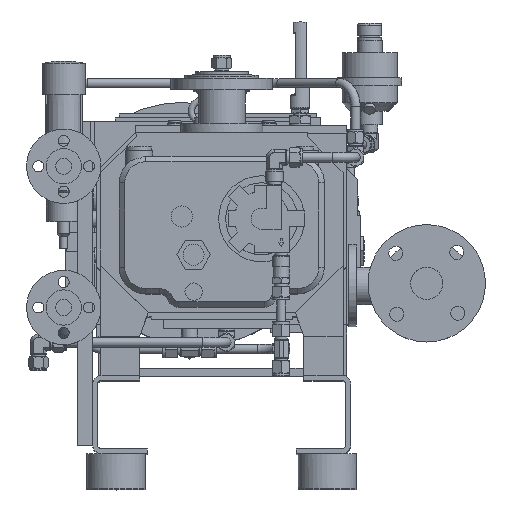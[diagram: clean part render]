
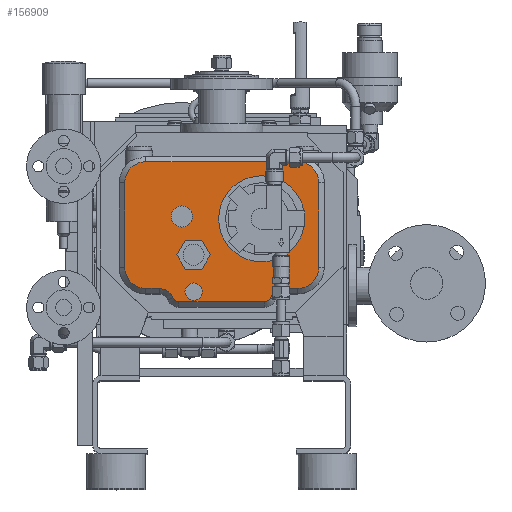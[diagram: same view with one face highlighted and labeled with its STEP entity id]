
A CAD part, top view. The second image highlights one B-rep face of the part: STEP entity #156909.
In plain terms, the highlighted planar face has unit normal (0, 0, 1).
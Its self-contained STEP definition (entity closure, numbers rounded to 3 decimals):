
#155162=CARTESIAN_POINT('',(-52.539,-64.5,491.892));
#155163=VERTEX_POINT('',#155162);
#155170=CARTESIAN_POINT('',(-31.177,-64.5,491.892));
#155171=VERTEX_POINT('',#155170);
#155172=CARTESIAN_POINT('',(-31.177,-64.5,491.892));
#155173=DIRECTION('',(-1.0,0.0,0.0));
#155174=VECTOR('',#155173,21.362);
#155175=LINE('',#155172,#155174);
#155176=EDGE_CURVE('',#155171,#155163,#155175,.T.);
#155193=CARTESIAN_POINT('',(-63.22,-46.,491.892));
#155194=VERTEX_POINT('',#155193);
#155201=CARTESIAN_POINT('',(-52.539,-64.5,491.892));
#155202=DIRECTION('',(-0.5,0.866,0.0));
#155203=VECTOR('',#155202,21.362);
#155204=LINE('',#155201,#155203);
#155205=EDGE_CURVE('',#155163,#155194,#155204,.T.);
#155219=CARTESIAN_POINT('',(-52.539,-27.5,491.892));
#155220=VERTEX_POINT('',#155219);
#155227=CARTESIAN_POINT('',(-63.22,-46.,491.892));
#155228=DIRECTION('',(0.5,0.866,0.0));
#155229=VECTOR('',#155228,21.362);
#155230=LINE('',#155227,#155229);
#155231=EDGE_CURVE('',#155194,#155220,#155230,.T.);
#155243=CARTESIAN_POINT('',(-31.177,-27.5,491.892));
#155244=VERTEX_POINT('',#155243);
#155251=CARTESIAN_POINT('',(-52.539,-27.5,491.892));
#155252=DIRECTION('',(1.0,0.0,0.0));
#155253=VECTOR('',#155252,21.362);
#155254=LINE('',#155251,#155253);
#155255=EDGE_CURVE('',#155220,#155244,#155254,.T.);
#155267=CARTESIAN_POINT('',(-20.496,-46.,491.892));
#155268=VERTEX_POINT('',#155267);
#155275=CARTESIAN_POINT('',(-31.177,-27.5,491.892));
#155276=DIRECTION('',(0.5,-0.866,0.0));
#155277=VECTOR('',#155276,21.362);
#155278=LINE('',#155275,#155277);
#155279=EDGE_CURVE('',#155244,#155268,#155278,.T.);
#155292=CARTESIAN_POINT('',(-20.496,-46.,491.892));
#155293=DIRECTION('',(-0.5,-0.866,0.0));
#155294=VECTOR('',#155293,21.362);
#155295=LINE('',#155292,#155294);
#155296=EDGE_CURVE('',#155268,#155171,#155295,.T.);
#155309=CARTESIAN_POINT('',(45.142,55.,491.892));
#155310=VERTEX_POINT('',#155309);
#155311=CARTESIAN_POINT('',(45.142,0.,491.892));
#155312=DIRECTION('',(0.0,0.,-1.0));
#155313=DIRECTION('',(0.0,1.0,0.));
#155314=AXIS2_PLACEMENT_3D('',#155311,#155312,#155313);
#155315=CIRCLE('',#155314,55.);
#155316=EDGE_CURVE('',#155310,#155310,#155315,.T.);
#155329=CARTESIAN_POINT('',(-30.858,-93.,491.892));
#155330=VERTEX_POINT('',#155329);
#155331=CARTESIAN_POINT('',(-41.858,-93.,491.892));
#155332=DIRECTION('',(0.,0.0,-1.0));
#155333=DIRECTION('',(-1.0,0.0,0.));
#155334=AXIS2_PLACEMENT_3D('',#155331,#155332,#155333);
#155335=CIRCLE('',#155334,11.);
#155336=EDGE_CURVE('',#155330,#155330,#155335,.T.);
#155349=CARTESIAN_POINT('',(-56.858,16.5,491.892));
#155350=VERTEX_POINT('',#155349);
#155351=CARTESIAN_POINT('',(-56.858,3.,491.892));
#155352=DIRECTION('',(0.0,0.,-1.0));
#155353=DIRECTION('',(0.0,1.0,0.));
#155354=AXIS2_PLACEMENT_3D('',#155351,#155352,#155353);
#155355=CIRCLE('',#155354,13.5);
#155356=EDGE_CURVE('',#155350,#155350,#155355,.T.);
#156765=CARTESIAN_POINT('',(-143.408,84.825,491.892));
#156766=DIRECTION('',(0.0,0.0,1.0));
#156767=DIRECTION('',(1.0,0.0,0.0));
#156768=AXIS2_PLACEMENT_3D('',#156765,#156766,#156767);
#156769=PLANE('',#156768);
#156770=CARTESIAN_POINT('',(91.142,-89.,491.892));
#156771=VERTEX_POINT('',#156770);
#156772=CARTESIAN_POINT('',(74.142,-89.,491.892));
#156773=VERTEX_POINT('',#156772);
#156774=CARTESIAN_POINT('',(91.142,-89.,491.892));
#156775=DIRECTION('',(-1.0,0.0,0.0));
#156776=VECTOR('',#156775,17.);
#156777=LINE('',#156774,#156776);
#156778=EDGE_CURVE('',#156771,#156773,#156777,.T.);
#156779=ORIENTED_EDGE('',*,*,#156778,.F.);
#156780=CARTESIAN_POINT('',(118.142,-62.,491.892));
#156781=VERTEX_POINT('',#156780);
#156782=CARTESIAN_POINT('',(91.142,-62.,491.892));
#156783=DIRECTION('',(0.0,0.0,-1.0));
#156784=DIRECTION('',(0.0,1.0,0.0));
#156785=AXIS2_PLACEMENT_3D('',#156782,#156783,#156784);
#156786=CIRCLE('',#156785,27.);
#156787=EDGE_CURVE('',#156781,#156771,#156786,.T.);
#156788=ORIENTED_EDGE('',*,*,#156787,.F.);
#156789=CARTESIAN_POINT('',(118.142,46.,491.892));
#156790=VERTEX_POINT('',#156789);
#156791=CARTESIAN_POINT('',(118.142,46.,491.892));
#156792=DIRECTION('',(0.0,-1.0,0.0));
#156793=VECTOR('',#156792,108.);
#156794=LINE('',#156791,#156793);
#156795=EDGE_CURVE('',#156790,#156781,#156794,.T.);
#156796=ORIENTED_EDGE('',*,*,#156795,.F.);
#156797=CARTESIAN_POINT('',(91.142,73.,491.892));
#156798=VERTEX_POINT('',#156797);
#156799=CARTESIAN_POINT('',(91.142,46.,491.892));
#156800=DIRECTION('',(0.0,0.0,-1.0));
#156801=DIRECTION('',(0.0,1.0,0.0));
#156802=AXIS2_PLACEMENT_3D('',#156799,#156800,#156801);
#156803=CIRCLE('',#156802,27.);
#156804=EDGE_CURVE('',#156798,#156790,#156803,.T.);
#156805=ORIENTED_EDGE('',*,*,#156804,.F.);
#156806=CARTESIAN_POINT('',(-102.858,73.,491.892));
#156807=VERTEX_POINT('',#156806);
#156808=CARTESIAN_POINT('',(-102.858,73.,491.892));
#156809=DIRECTION('',(1.0,0.0,0.0));
#156810=VECTOR('',#156809,194.);
#156811=LINE('',#156808,#156810);
#156812=EDGE_CURVE('',#156807,#156798,#156811,.T.);
#156813=ORIENTED_EDGE('',*,*,#156812,.F.);
#156814=CARTESIAN_POINT('',(-129.858,46.,491.892));
#156815=VERTEX_POINT('',#156814);
#156816=CARTESIAN_POINT('',(-102.858,46.,491.892));
#156817=DIRECTION('',(0.0,0.0,-1.0));
#156818=DIRECTION('',(-1.0,0.0,0.0));
#156819=AXIS2_PLACEMENT_3D('',#156816,#156817,#156818);
#156820=CIRCLE('',#156819,27.);
#156821=EDGE_CURVE('',#156815,#156807,#156820,.T.);
#156822=ORIENTED_EDGE('',*,*,#156821,.F.);
#156823=CARTESIAN_POINT('',(-129.858,-62.,491.892));
#156824=VERTEX_POINT('',#156823);
#156825=CARTESIAN_POINT('',(-129.858,-62.,491.892));
#156826=DIRECTION('',(0.0,1.0,0.0));
#156827=VECTOR('',#156826,108.);
#156828=LINE('',#156825,#156827);
#156829=EDGE_CURVE('',#156824,#156815,#156828,.T.);
#156830=ORIENTED_EDGE('',*,*,#156829,.F.);
#156831=CARTESIAN_POINT('',(-102.858,-89.,491.892));
#156832=VERTEX_POINT('',#156831);
#156833=CARTESIAN_POINT('',(-102.858,-62.,491.892));
#156834=DIRECTION('',(0.0,0.0,-1.0));
#156835=DIRECTION('',(0.0,1.0,0.0));
#156836=AXIS2_PLACEMENT_3D('',#156833,#156834,#156835);
#156837=CIRCLE('',#156836,27.);
#156838=EDGE_CURVE('',#156832,#156824,#156837,.T.);
#156839=ORIENTED_EDGE('',*,*,#156838,.F.);
#156840=CARTESIAN_POINT('',(-85.858,-89.,491.892));
#156841=VERTEX_POINT('',#156840);
#156842=CARTESIAN_POINT('',(-85.858,-89.,491.892));
#156843=DIRECTION('',(-1.0,0.0,0.0));
#156844=VECTOR('',#156843,17.);
#156845=LINE('',#156842,#156844);
#156846=EDGE_CURVE('',#156841,#156832,#156845,.T.);
#156847=ORIENTED_EDGE('',*,*,#156846,.F.);
#156848=CARTESIAN_POINT('',(-68.209,-100.963,491.892));
#156849=VERTEX_POINT('',#156848);
#156850=CARTESIAN_POINT('',(-85.858,-108.,491.892));
#156851=DIRECTION('',(0.,0.,1.0));
#156852=DIRECTION('',(0.,-1.0,0.));
#156853=AXIS2_PLACEMENT_3D('',#156850,#156851,#156852);
#156854=CIRCLE('',#156853,19.);
#156855=EDGE_CURVE('',#156849,#156841,#156854,.T.);
#156856=ORIENTED_EDGE('',*,*,#156855,.F.);
#156857=CARTESIAN_POINT('',(-60.778,-106.,491.892));
#156858=VERTEX_POINT('',#156857);
#156859=CARTESIAN_POINT('',(-60.778,-98.,491.892));
#156860=DIRECTION('',(0.,0.,-1.0));
#156861=DIRECTION('',(0.,1.0,0.));
#156862=AXIS2_PLACEMENT_3D('',#156859,#156860,#156861);
#156863=CIRCLE('',#156862,8.);
#156864=EDGE_CURVE('',#156858,#156849,#156863,.T.);
#156865=ORIENTED_EDGE('',*,*,#156864,.F.);
#156866=CARTESIAN_POINT('',(49.062,-106.,491.892));
#156867=VERTEX_POINT('',#156866);
#156868=CARTESIAN_POINT('',(49.062,-106.,491.892));
#156869=DIRECTION('',(-1.0,0.0,0.0));
#156870=VECTOR('',#156869,109.84);
#156871=LINE('',#156868,#156870);
#156872=EDGE_CURVE('',#156867,#156858,#156871,.T.);
#156873=ORIENTED_EDGE('',*,*,#156872,.F.);
#156874=CARTESIAN_POINT('',(56.493,-100.963,491.892));
#156875=VERTEX_POINT('',#156874);
#156876=CARTESIAN_POINT('',(49.062,-98.,491.892));
#156877=DIRECTION('',(0.,0.,-1.0));
#156878=DIRECTION('',(0.,1.0,0.));
#156879=AXIS2_PLACEMENT_3D('',#156876,#156877,#156878);
#156880=CIRCLE('',#156879,8.);
#156881=EDGE_CURVE('',#156875,#156867,#156880,.T.);
#156882=ORIENTED_EDGE('',*,*,#156881,.F.);
#156883=CARTESIAN_POINT('',(74.142,-108.,491.892));
#156884=DIRECTION('',(0.,0.,1.0));
#156885=DIRECTION('',(0.,-1.0,0.));
#156886=AXIS2_PLACEMENT_3D('',#156883,#156884,#156885);
#156887=CIRCLE('',#156886,19.);
#156888=EDGE_CURVE('',#156773,#156875,#156887,.T.);
#156889=ORIENTED_EDGE('',*,*,#156888,.F.);
#156890=EDGE_LOOP('',(#156779,#156788,#156796,#156805,#156813,#156822,#156830,#156839,#156847,#156856,#156865,#156873,#156882,#156889));
#156891=FACE_OUTER_BOUND('',#156890,.T.);
#156892=ORIENTED_EDGE('',*,*,#155356,.T.);
#156893=EDGE_LOOP('',(#156892));
#156894=FACE_BOUND('',#156893,.T.);
#156895=ORIENTED_EDGE('',*,*,#155336,.T.);
#156896=EDGE_LOOP('',(#156895));
#156897=FACE_BOUND('',#156896,.T.);
#156898=ORIENTED_EDGE('',*,*,#155316,.T.);
#156899=EDGE_LOOP('',(#156898));
#156900=FACE_BOUND('',#156899,.T.);
#156901=ORIENTED_EDGE('',*,*,#155296,.T.);
#156902=ORIENTED_EDGE('',*,*,#155176,.T.);
#156903=ORIENTED_EDGE('',*,*,#155205,.T.);
#156904=ORIENTED_EDGE('',*,*,#155231,.T.);
#156905=ORIENTED_EDGE('',*,*,#155255,.T.);
#156906=ORIENTED_EDGE('',*,*,#155279,.T.);
#156907=EDGE_LOOP('',(#156901,#156902,#156903,#156904,#156905,#156906));
#156908=FACE_BOUND('',#156907,.T.);
#156909=ADVANCED_FACE('',(#156891,#156894,#156897,#156900,#156908),#156769,.T.);
